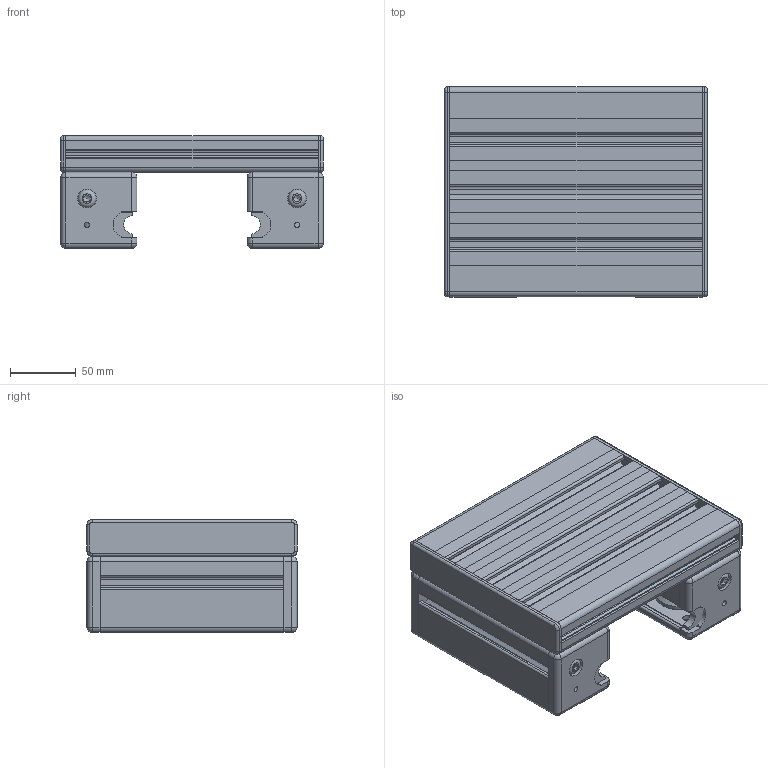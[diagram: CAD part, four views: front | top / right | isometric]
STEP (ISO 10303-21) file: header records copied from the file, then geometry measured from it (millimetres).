
FILE_DESCRIPTION(/* description */ (''),/* implementation_level */ '2;1');
FILE_NAME(/* name */ '13701_KriTec_Doppellager-Laufwagen_8_D14_80.stp',/* time_stamp */ '2018-11-14T16:26:07+01:00',/* author */ ('jendrek'),/* organization */ (''),/* preprocessor_version */ 'ST-DEVELOPER v16.13',/* originating_system */ 'Autodesk Inventor 2018',/* authorisation */ '');
FILE_SCHEMA (('AUTOMOTIVE_DESIGN { 1 0 10303 214 3 1 1 }'));
Length unit declared in the file: millimetre
Products named in the file (20): Linearschlitten D10 40x40; 11128_KriTec Abdeckkappe 8 160x28; 10110-152; 11156; 11158 Bolzen 8 D14z; 11158 Deckel für Bolzen 8 D14z; 11159 Laufrolle-D14; 11155_KriTec_Doppellagereinheit_D14_zentrisch; Profil Doppellagereinheit; 11157_KriTec_Bolzen_8_D14_zentrisch; 11159_KriTec_Laufrolle_D14; 11160_KriTec_Abstreif_und_Schmiersystem_14_einzeln_Baugruppe_links; 11160_KriTec_Abstreif_und_Schmiersystem_14_einzeln_links; 11160_KriTec_Abstreif_und_Schmiersystem_14_einzeln_Baugruppe_rechts; ISO 7380-1 - M8 x 10; 11160_KriTec_Abstreif_und_Schmiersystem_14_Abstreifer; 11160_KriTec_Abstreif_und_Schmiersystem_14_einzeln_rechts; 11008; ISO 7380-1 - M8 x 16; ISO 8735 - 6 x 16 - A
Assembly tree (39 placements, depth 3):
  Linearschlitten D10 40x40
    11128_KriTec Abdeckkappe 8 160x28  x2
    10110-152
    11156
      Profil Doppellagereinheit
      11158 Bolzen 8 D14z  x2
      11158 Deckel für Bolzen 8 D14z  x2
      11159 Laufrolle-D14  x2
    11155_KriTec_Doppellagereinheit_D14_zentrisch
      Profil Doppellagereinheit
      11157_KriTec_Bolzen_8_D14_zentrisch  x2
      11159_KriTec_Laufrolle_D14  x2
    11160_KriTec_Abstreif_und_Schmiersystem_14_einzeln_Baugruppe_links  x2
      11160_KriTec_Abstreif_und_Schmiersystem_14_einzeln_links
      ISO 7380-1 - M8 x 10
      11160_KriTec_Abstreif_und_Schmiersystem_14_Abstreifer
    11160_KriTec_Abstreif_und_Schmiersystem_14_einzeln_Baugruppe_rechts  x2
      ISO 7380-1 - M8 x 10
      11160_KriTec_Abstreif_und_Schmiersystem_14_Abstreifer
      11160_KriTec_Abstreif_und_Schmiersystem_14_einzeln_rechts
    11008  x4
    ISO 7380-1 - M8 x 16  x4
    ISO 8735 - 6 x 16 - A  x4
Bounding box: 200 x 160 x 86 mm (x, y, z)
Volume: 1248425.7 mm3; surface area: 435303.4 mm2
Topology: 39 solids, 39 shells, 1165 faces, 2907 edges, 1862 vertices
Faces by surface type: plane 518, cylinder 475, cone 120, sphere 24, torus 20, bspline 8
Full cylindrical faces by diameter (mm): 3.243 x4, 4 x12, 4.3 x4, 5.7 x4, 6 x4, 6.647 x4, 6.8 x27, 7 x16, 7.5 x2, 8 x8, 8.3 x4, 8.376 x6, 9 x4, 10 x6, 11.5 x2, 12 x8, 14 x8, 14.2 x4, 17.3 x8, 22 x12, 28 x8, 33.3 x4, 39.9 x8
Entity records: 19935 total; most frequent: CARTESIAN_POINT 3871, DIRECTION 3339, ORIENTED_EDGE 2892, EDGE_CURVE 1446, AXIS2_PLACEMENT_3D 1269, VERTEX_POINT 1017, EDGE_LOOP 853, LINE 801
